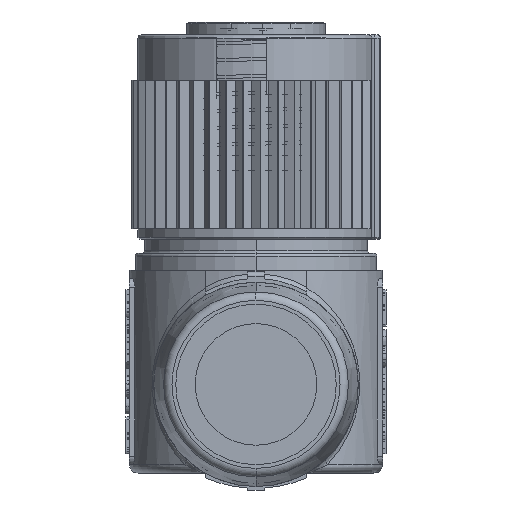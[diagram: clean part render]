
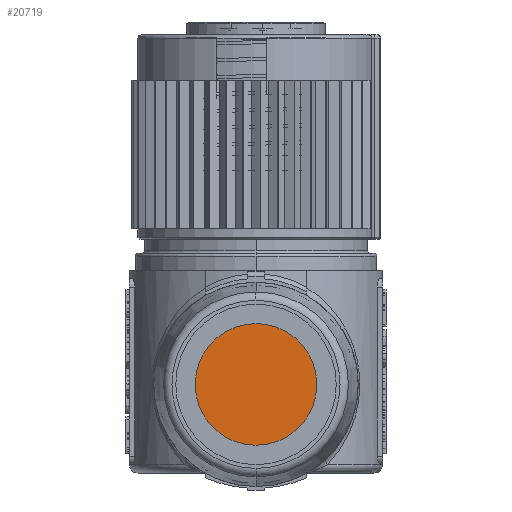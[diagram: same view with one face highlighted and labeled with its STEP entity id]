
A CAD part, front view. The second image highlights one B-rep face of the part: STEP entity #20719.
In plain terms, the highlighted planar face has unit normal (0, -1, 0).
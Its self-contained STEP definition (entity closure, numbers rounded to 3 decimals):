
#5381=CARTESIAN_POINT('',(0.,-239.2,-12.25));
#5382=DIRECTION('',(0.,1.,0.));
#5383=DIRECTION('',(0.,0.,-1.));
#5384=AXIS2_PLACEMENT_3D('',#5381,#5382,#5383);
#5386=CARTESIAN_POINT('',(0.,-239.2,-12.25));
#5387=DIRECTION('',(0.,1.,0.));
#5388=DIRECTION('',(0.,0.,1.));
#5389=AXIS2_PLACEMENT_3D('',#5386,#5387,#5388);
#13781=CARTESIAN_POINT('',(0.,-239.2,-15.85));
#13782=CARTESIAN_POINT('',(0.,-239.2,-8.65));
#13783=VERTEX_POINT('',#13781);
#13784=VERTEX_POINT('',#13782);
#20710=CARTESIAN_POINT('',(0.,-239.2,-12.25));
#20711=DIRECTION('',(0.,1.,0.));
#20712=DIRECTION('',(0.,0.,-1.));
#20713=AXIS2_PLACEMENT_3D('',#20710,#20711,#20712);
#20714=PLANE('',#20713);
#20715=ORIENTED_EDGE('',*,*,#20690,.T.);
#20716=ORIENTED_EDGE('',*,*,#20704,.T.);
#20717=EDGE_LOOP('',(#20715,#20716));
#20718=FACE_OUTER_BOUND('',#20717,.F.);
#5385=CIRCLE('',#5384,3.6);
#5390=CIRCLE('',#5389,3.6);
#20690=EDGE_CURVE('',#13783,#13784,#5385,.T.);
#20704=EDGE_CURVE('',#13784,#13783,#5390,.T.);
#20719=ADVANCED_FACE('',(#20718),#20714,.F.);
